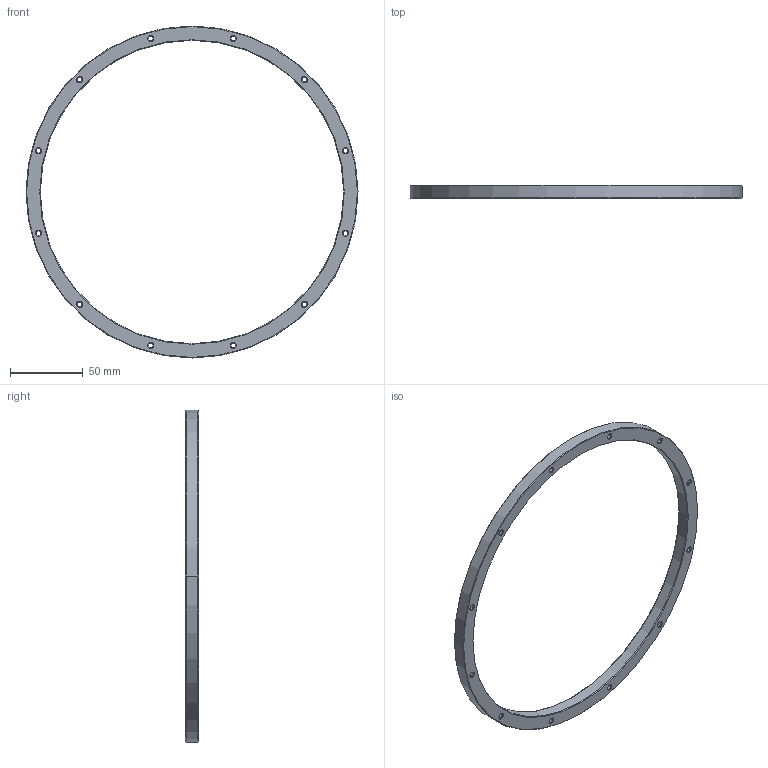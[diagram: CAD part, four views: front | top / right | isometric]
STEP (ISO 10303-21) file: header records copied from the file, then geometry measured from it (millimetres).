
FILE_DESCRIPTION((''),'2;1');
FILE_NAME('1273023-01-Z01','2021-05-06T15:28:24',('AT10150'),(''),'CREO PARAMETRIC BY PTC INC, 2019164','CREO PARAMETRIC BY PTC INC, 2019164','');
FILE_SCHEMA(('AUTOMOTIVE_DESIGN { 1 0 10303 214 1 1 1 1 }'));
Length unit declared in the file: millimetre
Products named in the file (1): 1273023-01-Z01
Bounding box: 228.77 x 9 x 228.77 mm (x, y, z)
Volume: 58727.6 mm3; surface area: 26545.2 mm2
Topology: 1 solids, 1 shells, 149 faces, 573 edges, 437 vertices
Faces by surface type: cone 81, cylinder 52, plane 16
Entity records: 7548 total; most frequent: DIRECTION 1094, CARTESIAN_POINT 943, ORIENTED_EDGE 698, PRESENTATION_STYLE_ASSIGNMENT 573, STYLED_ITEM 573, CURVE_STYLE 572, AXIS2_PLACEMENT_3D 374, EDGE_CURVE 349
